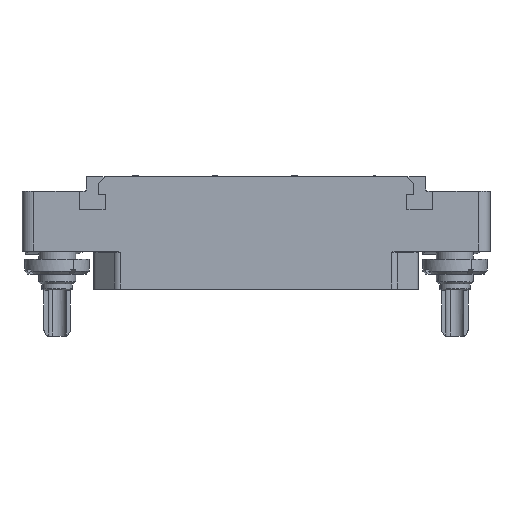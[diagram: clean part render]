
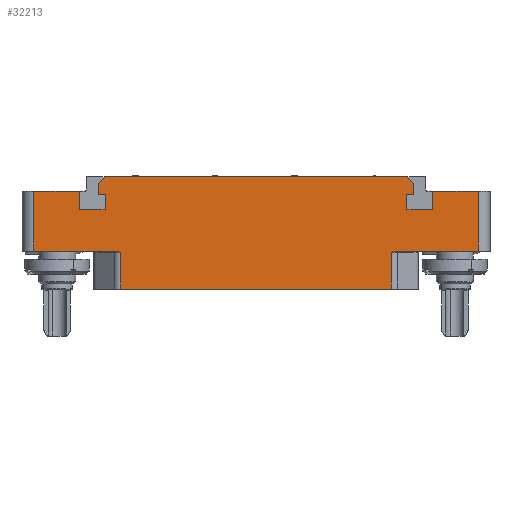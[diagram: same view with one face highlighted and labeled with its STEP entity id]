
A CAD part, top view. The second image highlights one B-rep face of the part: STEP entity #32213.
In plain terms, the highlighted planar face has unit normal (0, 0, 1).
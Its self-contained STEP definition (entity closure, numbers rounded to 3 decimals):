
#777=DIRECTION('',(-1.,0.,0.));
#778=VECTOR('',#777,46.236);
#779=CARTESIAN_POINT('',(23.118,-6.5,7.));
#780=LINE('',#779,#778);
#868=DIRECTION('',(1.,0.,0.));
#869=VECTOR('',#868,14.082);
#870=CARTESIAN_POINT('',(-38.,0.,7.));
#871=LINE('',#870,#869);
#4799=DIRECTION('',(0.,-1.,0.));
#4800=VECTOR('',#4799,10.25);
#4801=CARTESIAN_POINT('',(-38.,10.25,7.));
#4802=LINE('',#4801,#4800);
#4817=DIRECTION('',(1.,0.,0.));
#4818=VECTOR('',#4817,7.8);
#4819=CARTESIAN_POINT('',(-38.,10.25,7.));
#4820=LINE('',#4819,#4818);
#4821=DIRECTION('',(0.,-1.,0.));
#4822=VECTOR('',#4821,3.2);
#4823=CARTESIAN_POINT('',(-30.2,10.25,7.));
#4824=LINE('',#4823,#4822);
#4825=DIRECTION('',(1.,0.,0.));
#4826=VECTOR('',#4825,4.4);
#4827=CARTESIAN_POINT('',(-30.2,7.05,7.));
#4828=LINE('',#4827,#4826);
#4829=DIRECTION('',(0.,1.,0.));
#4830=VECTOR('',#4829,2.6);
#4831=CARTESIAN_POINT('',(-25.8,7.05,7.));
#4832=LINE('',#4831,#4830);
#4833=DIRECTION('',(-1.,0.,0.));
#4834=VECTOR('',#4833,1.2);
#4835=CARTESIAN_POINT('',(-25.8,9.65,7.));
#4836=LINE('',#4835,#4834);
#4837=DIRECTION('',(0.,-1.,0.));
#4838=VECTOR('',#4837,1.9);
#4839=CARTESIAN_POINT('',(-27.,11.55,7.));
#4840=LINE('',#4839,#4838);
#4841=DIRECTION('',(1.,0.,0.));
#4842=VECTOR('',#4841,51.6);
#4843=CARTESIAN_POINT('',(-25.8,12.75,7.));
#4844=LINE('',#4843,#4842);
#4845=DIRECTION('',(0.,-1.,0.));
#4846=VECTOR('',#4845,1.9);
#4847=CARTESIAN_POINT('',(27.,11.55,7.));
#4848=LINE('',#4847,#4846);
#4849=DIRECTION('',(-1.,0.,0.));
#4850=VECTOR('',#4849,1.2);
#4851=CARTESIAN_POINT('',(27.,9.65,7.));
#4852=LINE('',#4851,#4850);
#4853=DIRECTION('',(0.,-1.,0.));
#4854=VECTOR('',#4853,2.6);
#4855=CARTESIAN_POINT('',(25.8,9.65,7.));
#4856=LINE('',#4855,#4854);
#4857=DIRECTION('',(1.,0.,0.));
#4858=VECTOR('',#4857,4.4);
#4859=CARTESIAN_POINT('',(25.8,7.05,7.));
#4860=LINE('',#4859,#4858);
#4861=DIRECTION('',(0.,1.,0.));
#4862=VECTOR('',#4861,3.2);
#4863=CARTESIAN_POINT('',(30.2,7.05,7.));
#4864=LINE('',#4863,#4862);
#4865=DIRECTION('',(1.,0.,0.));
#4866=VECTOR('',#4865,7.8);
#4867=CARTESIAN_POINT('',(30.2,10.25,7.));
#4868=LINE('',#4867,#4866);
#4925=DIRECTION('',(1.,0.,0.));
#4926=VECTOR('',#4925,14.082);
#4927=CARTESIAN_POINT('',(23.918,0.,7.));
#4928=LINE('',#4927,#4926);
#8853=DIRECTION('',(0.,1.,0.));
#8854=VECTOR('',#8853,10.25);
#8855=CARTESIAN_POINT('',(38.,0.,7.));
#8856=LINE('',#8855,#8854);
#8917=CARTESIAN_POINT('',(23.118,-0.2,7.));
#8918=CARTESIAN_POINT('',(23.14,-0.192,7.));
#8919=CARTESIAN_POINT('',(23.184,-0.176,7.));
#8920=CARTESIAN_POINT('',(23.251,-0.152,7.));
#8921=CARTESIAN_POINT('',(23.318,-0.128,7.));
#8922=CARTESIAN_POINT('',(23.385,-0.106,7.));
#8923=CARTESIAN_POINT('',(23.451,-0.085,7.));
#8924=CARTESIAN_POINT('',(23.515,-0.066,7.));
#8925=CARTESIAN_POINT('',(23.577,-0.049,7.));
#8926=CARTESIAN_POINT('',(23.636,-0.035,7.));
#8927=CARTESIAN_POINT('',(23.688,-0.024,7.));
#8928=CARTESIAN_POINT('',(23.734,-0.016,7.));
#8929=CARTESIAN_POINT('',(23.776,-0.01,7.));
#8930=CARTESIAN_POINT('',(23.814,-0.005,7.));
#8931=CARTESIAN_POINT('',(23.85,-0.002,7.));
#8932=CARTESIAN_POINT('',(23.884,0.,7.));
#8933=CARTESIAN_POINT('',(23.907,0.,7.));
#8934=CARTESIAN_POINT('',(23.918,0.,7.));
#8950=DIRECTION('',(0.,1.,0.));
#8951=VECTOR('',#8950,6.3);
#8952=CARTESIAN_POINT('',(23.118,-6.5,7.));
#8953=LINE('',#8952,#8951);
#8954=DIRECTION('',(0.,1.,0.));
#8955=VECTOR('',#8954,6.3);
#8956=CARTESIAN_POINT('',(-23.118,-6.5,7.));
#8957=LINE('',#8956,#8955);
#8982=CARTESIAN_POINT('',(-23.918,0.,7.));
#8983=CARTESIAN_POINT('',(-23.907,0.,7.));
#8984=CARTESIAN_POINT('',(-23.884,0.,7.));
#8985=CARTESIAN_POINT('',(-23.85,-0.002,7.));
#8986=CARTESIAN_POINT('',(-23.814,-0.005,7.));
#8987=CARTESIAN_POINT('',(-23.776,-0.01,7.));
#8988=CARTESIAN_POINT('',(-23.734,-0.016,7.));
#8989=CARTESIAN_POINT('',(-23.688,-0.024,7.));
#8990=CARTESIAN_POINT('',(-23.636,-0.035,7.));
#8991=CARTESIAN_POINT('',(-23.577,-0.049,7.));
#8992=CARTESIAN_POINT('',(-23.515,-0.066,7.));
#8993=CARTESIAN_POINT('',(-23.451,-0.085,7.));
#8994=CARTESIAN_POINT('',(-23.385,-0.106,7.));
#8995=CARTESIAN_POINT('',(-23.318,-0.128,7.));
#8996=CARTESIAN_POINT('',(-23.251,-0.152,7.));
#8997=CARTESIAN_POINT('',(-23.184,-0.176,7.));
#8998=CARTESIAN_POINT('',(-23.14,-0.192,7.));
#8999=CARTESIAN_POINT('',(-23.118,-0.2,7.));
#10105=DIRECTION('',(0.707,-0.707,0.));
#10106=VECTOR('',#10105,1.697);
#10107=CARTESIAN_POINT('',(25.8,12.75,7.));
#10108=LINE('',#10107,#10106);
#10133=DIRECTION('',(-0.707,-0.707,0.));
#10134=VECTOR('',#10133,1.697);
#10135=CARTESIAN_POINT('',(-25.8,12.75,7.));
#10136=LINE('',#10135,#10134);
#24115=CARTESIAN_POINT('',(-30.2,10.25,7.));
#24116=CARTESIAN_POINT('',(-30.2,7.05,7.));
#24117=VERTEX_POINT('',#24115);
#24118=VERTEX_POINT('',#24116);
#24119=CARTESIAN_POINT('',(-25.8,7.05,7.));
#24120=VERTEX_POINT('',#24119);
#24121=CARTESIAN_POINT('',(-25.8,9.65,7.));
#24122=VERTEX_POINT('',#24121);
#24123=CARTESIAN_POINT('',(-27.,9.65,7.));
#24124=VERTEX_POINT('',#24123);
#24125=CARTESIAN_POINT('',(27.,9.65,7.));
#24126=CARTESIAN_POINT('',(25.8,9.65,7.));
#24127=VERTEX_POINT('',#24125);
#24128=VERTEX_POINT('',#24126);
#24129=CARTESIAN_POINT('',(25.8,7.05,7.));
#24130=VERTEX_POINT('',#24129);
#24131=CARTESIAN_POINT('',(30.2,7.05,7.));
#24132=VERTEX_POINT('',#24131);
#24133=CARTESIAN_POINT('',(30.2,10.25,7.));
#24134=VERTEX_POINT('',#24133);
#24139=CARTESIAN_POINT('',(-25.8,12.75,7.));
#24141=VERTEX_POINT('',#24139);
#24143=CARTESIAN_POINT('',(-27.,11.55,7.));
#24145=VERTEX_POINT('',#24143);
#24147=CARTESIAN_POINT('',(25.8,12.75,7.));
#24149=VERTEX_POINT('',#24147);
#24151=CARTESIAN_POINT('',(27.,11.55,7.));
#24153=VERTEX_POINT('',#24151);
#24243=CARTESIAN_POINT('',(38.,0.,7.));
#24244=CARTESIAN_POINT('',(38.,10.25,7.));
#24245=VERTEX_POINT('',#24243);
#24246=VERTEX_POINT('',#24244);
#24251=CARTESIAN_POINT('',(-38.,10.25,7.));
#24252=CARTESIAN_POINT('',(-38.,0.,7.));
#24253=VERTEX_POINT('',#24251);
#24254=VERTEX_POINT('',#24252);
#24456=CARTESIAN_POINT('',(23.118,-6.5,7.));
#24458=VERTEX_POINT('',#24456);
#24459=CARTESIAN_POINT('',(-23.118,-6.5,7.));
#24461=VERTEX_POINT('',#24459);
#24523=CARTESIAN_POINT('',(-23.118,-0.2,7.));
#24524=VERTEX_POINT('',#24523);
#24525=CARTESIAN_POINT('',(-23.918,0.,7.));
#24526=VERTEX_POINT('',#24525);
#24527=CARTESIAN_POINT('',(23.118,-0.2,7.));
#24529=VERTEX_POINT('',#24527);
#24531=CARTESIAN_POINT('',(23.918,0.,7.));
#24533=VERTEX_POINT('',#24531);
#32163=CARTESIAN_POINT('',(0.,0.,7.));
#32164=DIRECTION('',(0.,0.,-1.));
#32165=DIRECTION('',(-1.,0.,0.));
#32166=AXIS2_PLACEMENT_3D('',#32163,#32164,#32165);
#32167=PLANE('',#32166);
#32169=ORIENTED_EDGE('',*,*,#32168,.F.);
#32171=ORIENTED_EDGE('',*,*,#32170,.F.);
#32173=ORIENTED_EDGE('',*,*,#32172,.F.);
#32174=ORIENTED_EDGE('',*,*,#29801,.T.);
#32176=ORIENTED_EDGE('',*,*,#32175,.T.);
#32178=ORIENTED_EDGE('',*,*,#32177,.F.);
#32179=ORIENTED_EDGE('',*,*,#29882,.F.);
#32180=ORIENTED_EDGE('',*,*,#32155,.F.);
#32181=ORIENTED_EDGE('',*,*,#31877,.T.);
#32183=ORIENTED_EDGE('',*,*,#32182,.T.);
#32185=ORIENTED_EDGE('',*,*,#32184,.T.);
#32187=ORIENTED_EDGE('',*,*,#32186,.T.);
#32189=ORIENTED_EDGE('',*,*,#32188,.T.);
#32191=ORIENTED_EDGE('',*,*,#32190,.F.);
#32193=ORIENTED_EDGE('',*,*,#32192,.F.);
#32195=ORIENTED_EDGE('',*,*,#32194,.T.);
#32197=ORIENTED_EDGE('',*,*,#32196,.T.);
#32199=ORIENTED_EDGE('',*,*,#32198,.T.);
#32201=ORIENTED_EDGE('',*,*,#32200,.T.);
#32203=ORIENTED_EDGE('',*,*,#32202,.T.);
#32205=ORIENTED_EDGE('',*,*,#32204,.T.);
#32207=ORIENTED_EDGE('',*,*,#32206,.T.);
#32208=ORIENTED_EDGE('',*,*,#29404,.T.);
#32210=ORIENTED_EDGE('',*,*,#32209,.F.);
#32211=EDGE_LOOP('',(#32169,#32171,#32173,#32174,#32176,#32178,#32179,#32180,
#32181,#32183,#32185,#32187,#32189,#32191,#32193,#32195,#32197,#32199,#32201,
#32203,#32205,#32207,#32208,#32210));
#32212=FACE_OUTER_BOUND('',#32211,.F.);
#32213=ADVANCED_FACE('',(#32212),#32167,.F.);
#8935=B_SPLINE_CURVE_WITH_KNOTS('',3,(#8917,#8918,#8919,#8920,#8921,#8922,#8923,
#8924,#8925,#8926,#8927,#8928,#8929,#8930,#8931,#8932,#8933,#8934),
.UNSPECIFIED.,.F.,.F.,(4,1,1,1,1,1,1,1,1,1,1,1,1,1,1,4),(0.,0.067,
0.133,0.2,0.267,0.333,0.4,
0.467,0.533,0.6,0.667,0.733,
0.8,0.867,0.933,1.),.UNSPECIFIED.);
#9000=B_SPLINE_CURVE_WITH_KNOTS('',3,(#8982,#8983,#8984,#8985,#8986,#8987,#8988,
#8989,#8990,#8991,#8992,#8993,#8994,#8995,#8996,#8997,#8998,#8999),
.UNSPECIFIED.,.F.,.F.,(4,1,1,1,1,1,1,1,1,1,1,1,1,1,1,4),(0.,0.067,
0.133,0.2,0.267,0.333,0.4,
0.467,0.533,0.6,0.667,0.733,
0.8,0.867,0.933,1.),.UNSPECIFIED.);
#29404=EDGE_CURVE('',#24134,#24246,#4868,.T.);
#29801=EDGE_CURVE('',#24458,#24461,#780,.T.);
#29882=EDGE_CURVE('',#24254,#24526,#871,.T.);
#31877=EDGE_CURVE('',#24253,#24117,#4820,.T.);
#32155=EDGE_CURVE('',#24253,#24254,#4802,.T.);
#32168=EDGE_CURVE('',#24533,#24245,#4928,.T.);
#32170=EDGE_CURVE('',#24529,#24533,#8935,.T.);
#32172=EDGE_CURVE('',#24458,#24529,#8953,.T.);
#32175=EDGE_CURVE('',#24461,#24524,#8957,.T.);
#32177=EDGE_CURVE('',#24526,#24524,#9000,.T.);
#32182=EDGE_CURVE('',#24117,#24118,#4824,.T.);
#32184=EDGE_CURVE('',#24118,#24120,#4828,.T.);
#32186=EDGE_CURVE('',#24120,#24122,#4832,.T.);
#32188=EDGE_CURVE('',#24122,#24124,#4836,.T.);
#32190=EDGE_CURVE('',#24145,#24124,#4840,.T.);
#32192=EDGE_CURVE('',#24141,#24145,#10136,.T.);
#32194=EDGE_CURVE('',#24141,#24149,#4844,.T.);
#32196=EDGE_CURVE('',#24149,#24153,#10108,.T.);
#32198=EDGE_CURVE('',#24153,#24127,#4848,.T.);
#32200=EDGE_CURVE('',#24127,#24128,#4852,.T.);
#32202=EDGE_CURVE('',#24128,#24130,#4856,.T.);
#32204=EDGE_CURVE('',#24130,#24132,#4860,.T.);
#32206=EDGE_CURVE('',#24132,#24134,#4864,.T.);
#32209=EDGE_CURVE('',#24245,#24246,#8856,.T.);
